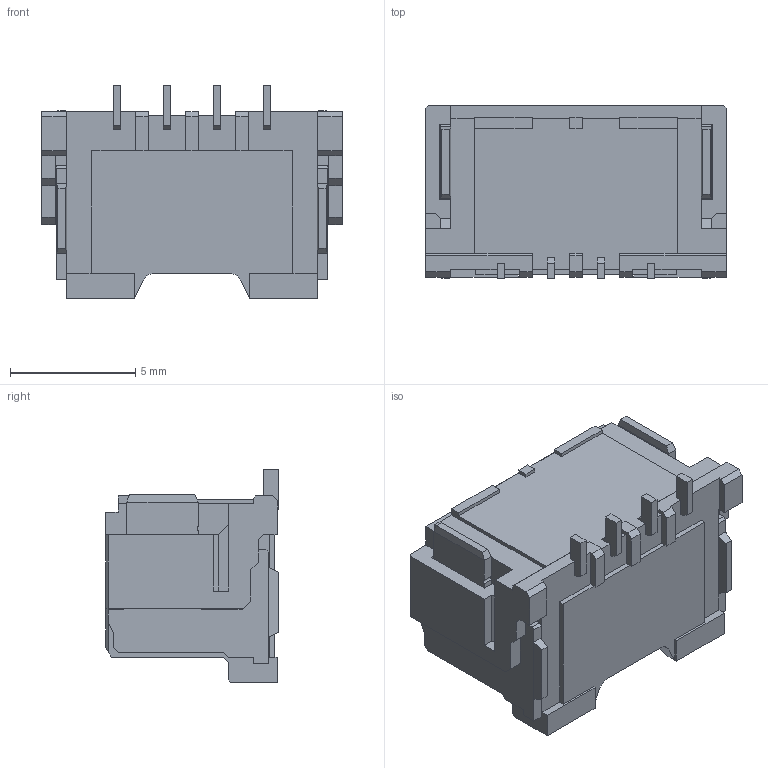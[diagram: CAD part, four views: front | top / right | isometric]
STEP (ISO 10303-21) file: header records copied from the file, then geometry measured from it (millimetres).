
FILE_DESCRIPTION((''),'2;1');
FILE_NAME('5024940470','2016-07-18T',('gsharma'),(''),'PRO/ENGINEER BY PARAMETRIC TECHNOLOGY CORPORATION, 2012310','PRO/ENGINEER BY PARAMETRIC TECHNOLOGY CORPORATION, 2012310','');
FILE_SCHEMA(('CONFIG_CONTROL_DESIGN'));
Length unit declared in the file: millimetre
Products named in the file (1): 5024940470
Bounding box: 12 x 6.9 x 8.5 mm (x, y, z)
Volume: 292 mm3; surface area: 775.2 mm2
Topology: 1 solids, 1 shells, 462 faces, 1359 edges, 891 vertices
Faces by surface type: plane 442, cylinder 20
Entity records: 15042 total; most frequent: CARTESIAN_POINT 2724, ORIENTED_EDGE 2664, DIRECTION 2315, EDGE_CURVE 1332, VECTOR 1309, LINE 1309, VERTEX_POINT 864, AXIS2_PLACEMENT_3D 503
